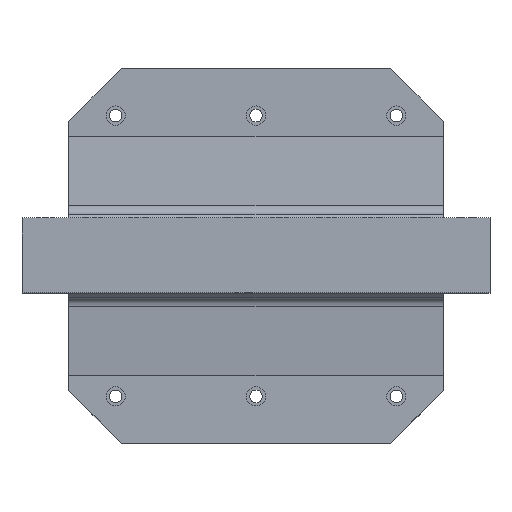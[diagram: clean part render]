
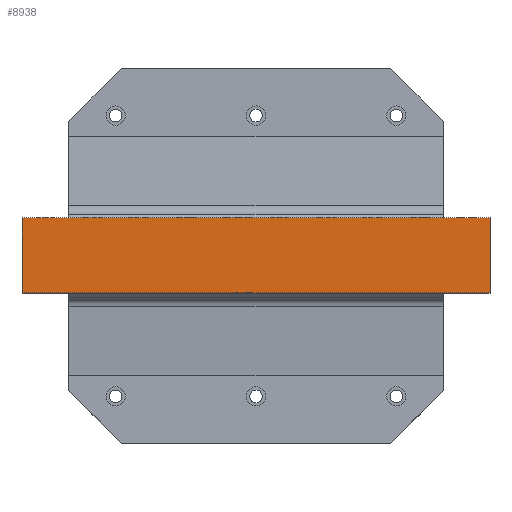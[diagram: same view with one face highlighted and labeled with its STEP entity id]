
A CAD part, top view. The second image highlights one B-rep face of the part: STEP entity #8938.
In plain terms, the highlighted planar face has unit normal (0, 0, 1).
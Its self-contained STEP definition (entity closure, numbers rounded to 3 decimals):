
#5126=EDGE_CURVE('',#11202,#5140,#14001,.T.);
#5140=VERTEX_POINT('',#14018);
#5860=VERTEX_POINT('',#14890);
#6918=EDGE_CURVE('',#10006,#5860,#16171,.T.);
#7364=EDGE_CURVE('',#5860,#5140,#16689,.T.);
#8938=ADVANCED_FACE('',(#18457),#18458,.T.);
#8976=EDGE_CURVE('',#11202,#10006,#18499,.T.);
#10006=VERTEX_POINT('',#19665);
#11202=VERTEX_POINT('',#21040);
#14001=LINE('',#24347,#24348);
#14018=CARTESIAN_POINT('',(250.0,-40.,475.0));
#14890=CARTESIAN_POINT('',(250.0,40.,475.0));
#16171=LINE('',#27076,#27077);
#16689=LINE('',#27711,#27712);
#18457=FACE_OUTER_BOUND('',#30008,.T.);
#18458=PLANE('',#30009);
#18499=LINE('',#30063,#30064);
#19665=CARTESIAN_POINT('',(-250.0,40.,475.0));
#21040=CARTESIAN_POINT('',(-250.0,-40.,475.0));
#24347=CARTESIAN_POINT('',(-200.0,-40.,475.0));
#24348=VECTOR('',#37119,1.0);
#27076=CARTESIAN_POINT('',(-200.0,40.,475.0));
#27077=VECTOR('',#39905,1.0);
#27711=CARTESIAN_POINT('',(250.0,40.,475.0));
#27712=VECTOR('',#40534,1.0);
#30008=EDGE_LOOP('',(#42638,#42639,#42640,#42641));
#30009=AXIS2_PLACEMENT_3D('',#42642,#42643,#42644);
#30063=CARTESIAN_POINT('',(-250.0,-40.,475.0));
#30064=VECTOR('',#42695,1.0);
#37119=DIRECTION('',(1.0,0.0,0.0));
#39905=DIRECTION('',(1.0,0.0,0.0));
#40534=DIRECTION('',(0.0,-1.0,0.0));
#42638=ORIENTED_EDGE('',*,*,#6918,.F.);
#42639=ORIENTED_EDGE('',*,*,#8976,.F.);
#42640=ORIENTED_EDGE('',*,*,#5126,.T.);
#42641=ORIENTED_EDGE('',*,*,#7364,.F.);
#42642=CARTESIAN_POINT('',(-200.0,-40.,475.0));
#42643=DIRECTION('',(0.0,0.0,1.0));
#42644=DIRECTION('',(1.0,0.0,0.0));
#42695=DIRECTION('',(0.0,1.0,0.0));
